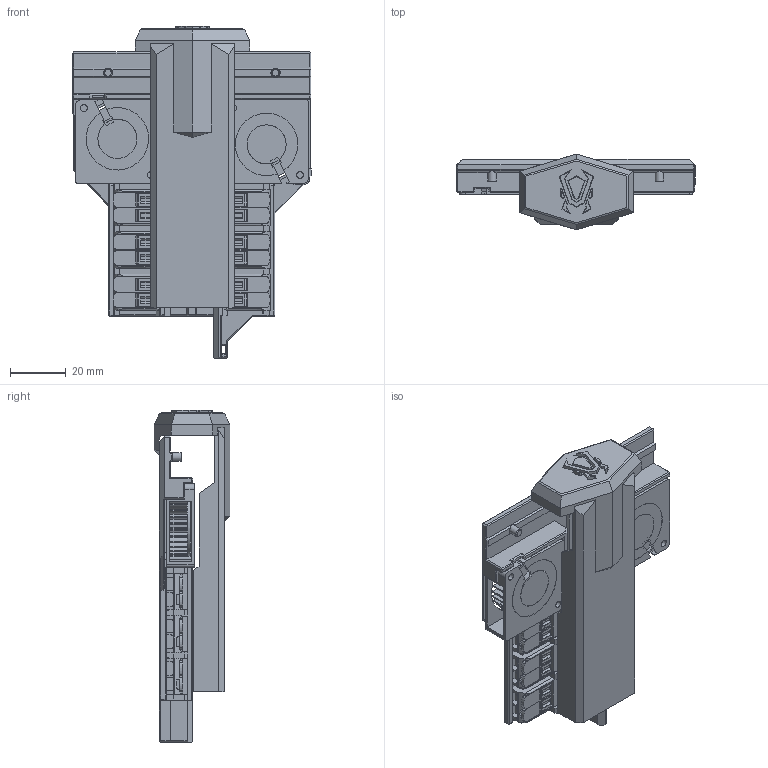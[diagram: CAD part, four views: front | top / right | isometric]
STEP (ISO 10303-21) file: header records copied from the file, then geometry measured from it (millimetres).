
FILE_DESCRIPTION(/* description */ (''),/* implementation_level */ '2;1');
FILE_NAME(/* name */ 'Tri-Zero_Bed_Center_Brace.step',/* time_stamp */ '2023-07-26T22:43:02+02:00',/* author */ (''),/* organization */ (''),/* preprocessor_version */ 'ST-DEVELOPER v20',/* originating_system */ 'Autodesk Translation Framework v12.9.0.99',/* authorisation */ '');
FILE_SCHEMA (('AUTOMOTIVE_DESIGN { 1 0 10303 214 3 1 1 }'));
Products named in the file (36): Tri-Zero_Bed; Bed_Assembly; Bed_Frame; center_brace_with_wagos_and_fan; Wago Holder; Wagos (All); Wago x2; 221-412 v1 (2); 221-412 v1 (3); 221-412 v1; Wago x2 (1); 221-412 v1 (2)(Mirror); 221-412 v1 (3)(Mirror); 221-412 v1(Mirror); Wago Holder(Mirror); 3010 Blower Fan; Bed-Frame-Cover; Ant-Logo; RGBW_LED_circular_panel_for_Stealthburner-2; C_0402_1005Metric; SOLID (1); R_0402_1005Metric; SOLID (2); LED_WS2812_2020; LED_WS2812_2020_1; LED_WS2812_2020_2; LED_WS2812_2020_3; LED_WS2812_2020_4; LED_WS2812_2020_5; LED_WS2812_2020_6; LED_WS2812_2020_7; COMPOUND; SOLID; DS1071-1x3; Hardware; M3x6_BHCS
Assembly tree (47 placements, depth 7):
  Tri-Zero_Bed
    Bed_Assembly
      Bed_Frame
        center_brace_with_wagos_and_fan
          Wago Holder
          Wagos (All)
            Wago x2
              221-412 v1 (2)
              221-412 v1 (3)
              221-412 v1
            Wago x2 (1)
              221-412 v1 (2)(Mirror)
              221-412 v1 (3)(Mirror)
              221-412 v1(Mirror)
          Wago Holder(Mirror)
          3010 Blower Fan  x2
      Bed-Frame-Cover
        Ant-Logo
          RGBW_LED_circular_panel_for_Stealthburner-2
            C_0402_1005Metric
              SOLID (1)
            R_0402_1005Metric
              SOLID (2)
            LED_WS2812_2020
              COMPOUND
            LED_WS2812_2020_1
              COMPOUND
            LED_WS2812_2020_2
              COMPOUND
            LED_WS2812_2020_3
              COMPOUND
            LED_WS2812_2020_4
              COMPOUND
            LED_WS2812_2020_5
              COMPOUND
            LED_WS2812_2020_6
              COMPOUND
            LED_WS2812_2020_7
              COMPOUND
            SOLID
        DS1071-1x3  x2
      Hardware
        M3x6_BHCS  x4
Bounding box: 85.5 x 27.13 x 118.99 mm (x, y, z)
Volume: 54355.7 mm3; surface area: 58906.5 mm2
Topology: 53 solids, 53 shells, 3405 faces, 9523 edges, 6216 vertices
Faces by surface type: plane 2353, cylinder 996, cone 37, sphere 11, bspline 6, torus 2
Full cylindrical faces by diameter (mm): 1.515 x6, 2.4 x4, 2.5 x4, 3 x4, 3.3 x8, 5.7 x4, 6.25 x8, 11 x6, 12 x2, 14 x2, 15.5 x2, 17.5 x2, 24 x2, 25.7 x2, 26 x2
Entity records: 72533 total; most frequent: CARTESIAN_POINT 13644, ORIENTED_EDGE 12138, DIRECTION 11900, EDGE_CURVE 6069, LINE 4418, VECTOR 4418, VERTEX_POINT 3952, AXIS2_PLACEMENT_3D 3741
